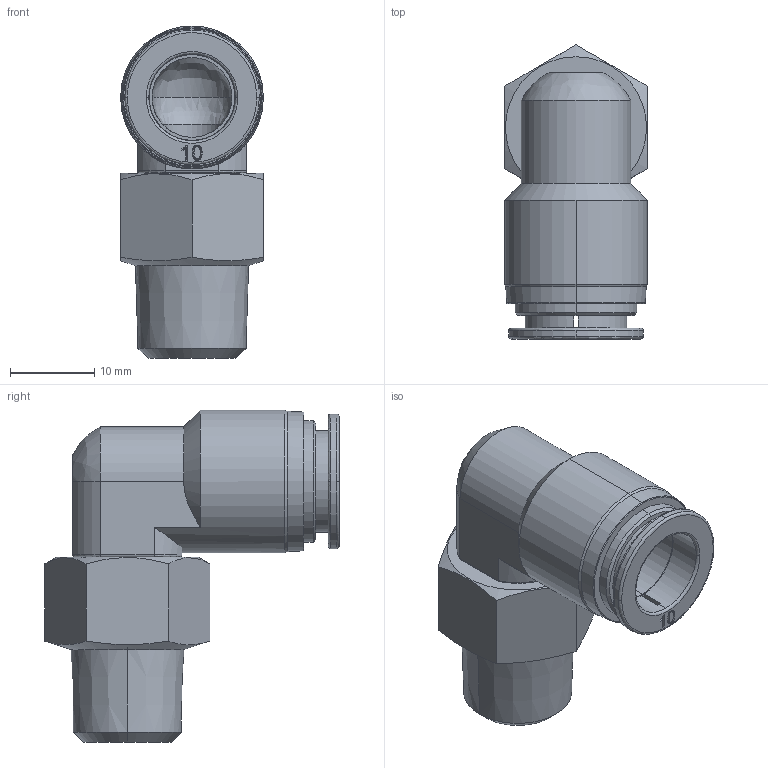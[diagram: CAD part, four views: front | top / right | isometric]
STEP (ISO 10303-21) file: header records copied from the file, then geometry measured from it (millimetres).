
FILE_DESCRIPTION (( 'STEP AP214' ), '1' );
FILE_NAME ('ME10M-14R-SS.step', '2018-03-13T19:22:42', ( '' ), ( '' ), 'SwSTEP 2.0', 'SolidWorks 2017', '' );
FILE_SCHEMA (( 'AUTOMOTIVE_DESIGN' ));
Length unit declared in the file: inch
Products named in the file (1): ME10M-14R-SS
Bounding box: 17 x 35.02 x 39.5 mm (x, y, z)
Volume: 6922.9 mm3; surface area: 5529.8 mm2
Topology: 2 solids, 2 shells, 112 faces, 276 edges, 170 vertices
Faces by surface type: plane 35, cylinder 31, cone 23, bspline 23
Entity records: 4303 total; most frequent: CARTESIAN_POINT 1737, ORIENTED_EDGE 544, DIRECTION 499, EDGE_CURVE 272, AXIS2_PLACEMENT_3D 198, VERTEX_POINT 170, EDGE_LOOP 126, FACE_OUTER_BOUND 112
